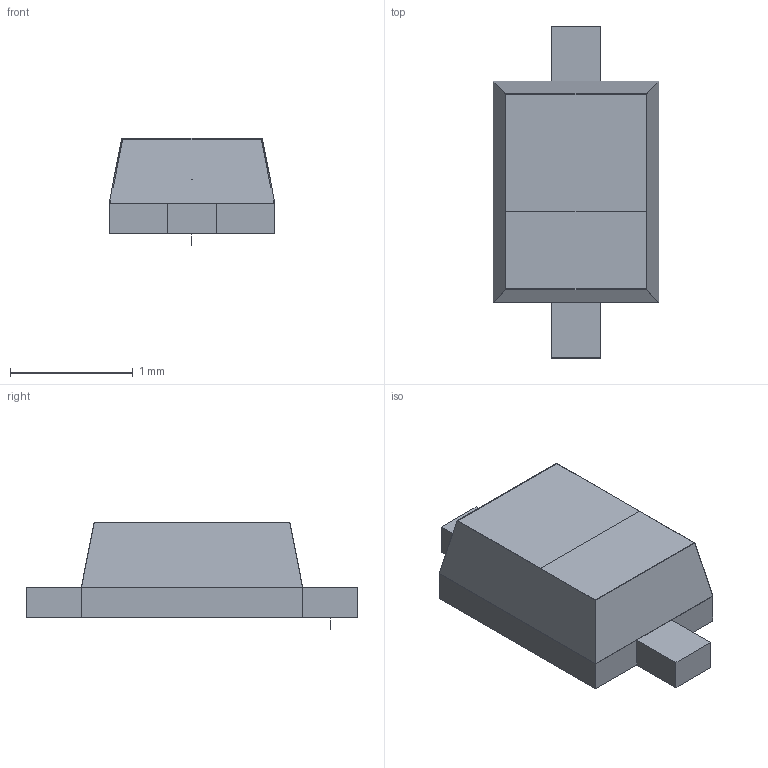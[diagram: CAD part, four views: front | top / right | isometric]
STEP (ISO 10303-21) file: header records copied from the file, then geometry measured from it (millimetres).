
FILE_DESCRIPTION(('FreeCAD Model'),'2;1');
FILE_NAME('UMD2.STEP','2016-08-08T00:27:38',('Author'),(''), 'Open CASCADE STEP processor 6.8','FreeCAD','Unknown');
FILE_SCHEMA(('AUTOMOTIVE_DESIGN_CC2 { 1 2 10303 214 -1 1 5 4 }'));
Length unit declared in the file: millimetre
Products named in the file (2): ASSEMBLY; Fusion
Assembly tree (1 placements, depth 2):
  ASSEMBLY
    Fusion
Bounding box: 1.35 x 2.7 x 0.87 mm (x, y, z)
Volume: 0.7 mm3; surface area: 17.4 mm2
Topology: 1 solids, 2 shells, 87 faces, 203 edges, 126 vertices
Faces by surface type: plane 87
Entity records: 5669 total; most frequent: CARTESIAN_POINT 827, DIRECTION 784, LINE 606, VECTOR 606, ORIENTED_EDGE 406, PCURVE 406, DEFINITIONAL_REPRESENTATION 406, EDGE_CURVE 203
